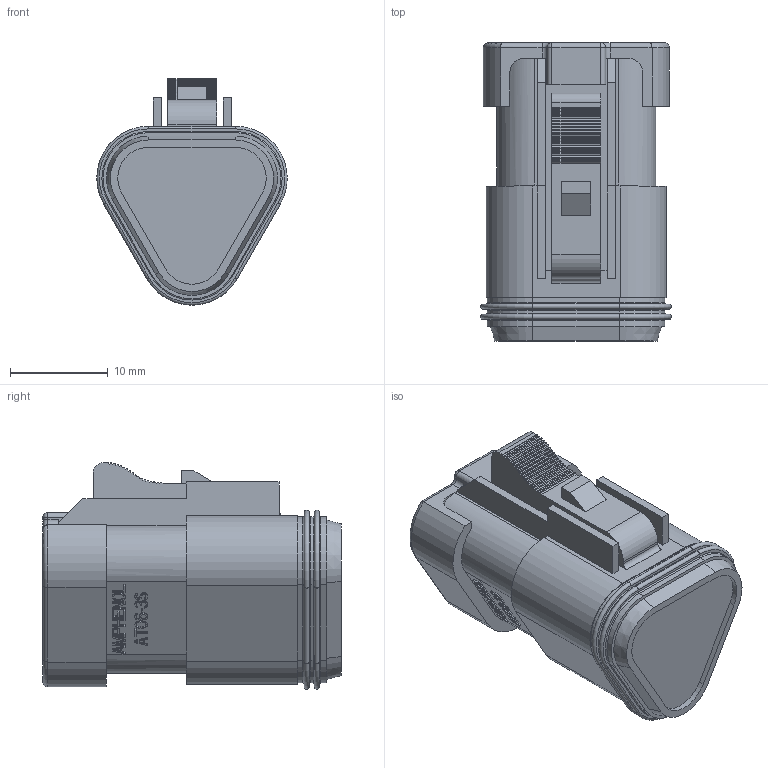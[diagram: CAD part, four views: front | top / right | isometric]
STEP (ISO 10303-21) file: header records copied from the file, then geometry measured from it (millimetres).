
FILE_DESCRIPTION((''),'2;1');
FILE_NAME('26-54224-03S','2016-04-20T',('Jony.xie'),(''),'PRO/ENGINEER BY PARAMETRIC TECHNOLOGY CORPORATION, 2013230','PRO/ENGINEER BY PARAMETRIC TECHNOLOGY CORPORATION, 2013230','');
FILE_SCHEMA(('CONFIG_CONTROL_DESIGN'));
Length unit declared in the file: millimetre
Products named in the file (1): 26-54224-03S
Bounding box: 19.49 x 30.5 x 23.16 mm (x, y, z)
Volume: 6919.2 mm3; surface area: 3502.9 mm2
Topology: 1 solids, 11 shells, 1233 faces, 3455 edges, 2284 vertices
Faces by surface type: plane 1066, cylinder 104, torus 39, sphere 14, cone 6, extrusion 4
Entity records: 39428 total; most frequent: CARTESIAN_POINT 7341, ORIENTED_EDGE 6910, DIRECTION 6177, EDGE_CURVE 3455, VECTOR 3095, LINE 3091, VERTEX_POINT 2284, AXIS2_PLACEMENT_3D 1541
